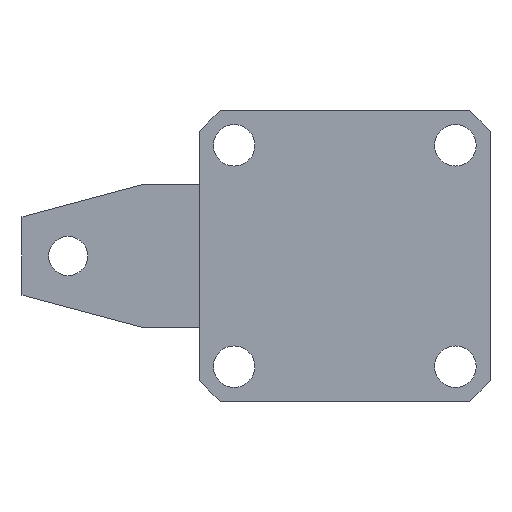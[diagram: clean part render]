
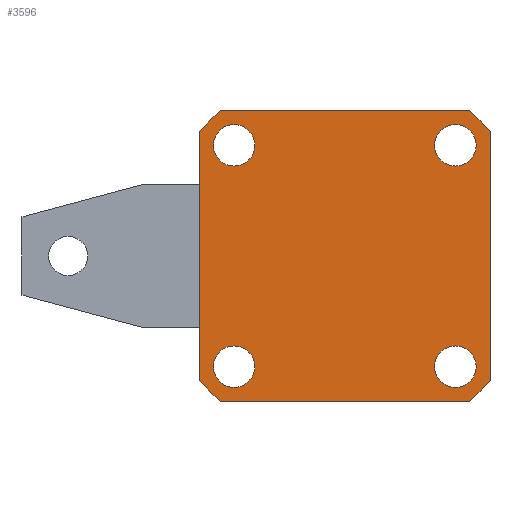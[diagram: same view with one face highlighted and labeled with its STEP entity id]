
A CAD part, front view. The second image highlights one B-rep face of the part: STEP entity #3596.
In plain terms, the highlighted planar face has unit normal (0, -1, 0).
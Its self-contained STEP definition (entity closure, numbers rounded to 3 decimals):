
#237 = DIRECTION ( 'NONE',  ( 0., -1., 0. ) ) ;
#239 = PLANE ( 'NONE',  #3408 ) ;
#241 = CARTESIAN_POINT ( 'NONE',  ( 0., 0., 0. ) ) ;
#243 = DIRECTION ( 'NONE',  ( 0., 0., -1. ) ) ;
#470 = CIRCLE ( 'NONE', #3270, 41.5 ) ;
#471 = CIRCLE ( 'NONE', #3269, 41.5 ) ;
#473 = CIRCLE ( 'NONE', #3267, 41.5 ) ;
#474 = CIRCLE ( 'NONE', #3266, 4.5 ) ;
#475 = CIRCLE ( 'NONE', #3265, 4.5 ) ;
#476 = CIRCLE ( 'NONE', #3264, 4.5 ) ;
#478 = CIRCLE ( 'NONE', #3268, 41.5 ) ;
#479 = VECTOR ( 'NONE', #5151, 1000. ) ;
#480 = CIRCLE ( 'NONE', #3263, 4.5 ) ;
#482 = LINE ( 'NONE', #5150, #479 ) ;
#485 = VECTOR ( 'NONE', #5147, 1000. ) ;
#488 = LINE ( 'NONE', #5145, #485 ) ;
#491 = VECTOR ( 'NONE', #5140, 1000. ) ;
#493 = LINE ( 'NONE', #5133, #491 ) ;
#715 = EDGE_LOOP ( 'NONE', ( #855, #849, #828, #888, #889, #843, #808, #769 ) ) ;
#716 = EDGE_LOOP ( 'NONE', ( #848, #847 ) ) ;
#719 = EDGE_LOOP ( 'NONE', ( #846, #845 ) ) ;
#720 = EDGE_LOOP ( 'NONE', ( #829, #830 ) ) ;
#729 = EDGE_LOOP ( 'NONE', ( #831, #832 ) ) ;
#769 = ORIENTED_EDGE ( 'NONE', *, *, #2845, .T. ) ;
#808 = ORIENTED_EDGE ( 'NONE', *, *, #2836, .F. ) ;
#828 = ORIENTED_EDGE ( 'NONE', *, *, #2830, .F. ) ;
#829 = ORIENTED_EDGE ( 'NONE', *, *, #5531, .F. ) ;
#830 = ORIENTED_EDGE ( 'NONE', *, *, #2839, .F. ) ;
#831 = ORIENTED_EDGE ( 'NONE', *, *, #5527, .F. ) ;
#832 = ORIENTED_EDGE ( 'NONE', *, *, #2838, .F. ) ;
#843 = ORIENTED_EDGE ( 'NONE', *, *, #2844, .T. ) ;
#845 = ORIENTED_EDGE ( 'NONE', *, *, #2840, .F. ) ;
#846 = ORIENTED_EDGE ( 'NONE', *, *, #5535, .F. ) ;
#847 = ORIENTED_EDGE ( 'NONE', *, *, #2841, .F. ) ;
#848 = ORIENTED_EDGE ( 'NONE', *, *, #5539, .F. ) ;
#849 = ORIENTED_EDGE ( 'NONE', *, *, #2842, .T. ) ;
#855 = ORIENTED_EDGE ( 'NONE', *, *, #2833, .F. ) ;
#888 = ORIENTED_EDGE ( 'NONE', *, *, #2843, .T. ) ;
#889 = ORIENTED_EDGE ( 'NONE', *, *, #5561, .F. ) ;
#1205 = CIRCLE ( 'NONE', #3482, 4.5 ) ;
#1208 = CIRCLE ( 'NONE', #3480, 4.5 ) ;
#1244 = CIRCLE ( 'NONE', #3478, 4.5 ) ;
#1258 = FACE_BOUND ( 'NONE', #729, .T. ) ;
#1286 = LINE ( 'NONE', #2137, #1320 ) ;
#1316 = FACE_BOUND ( 'NONE', #720, .T. ) ;
#1320 = VECTOR ( 'NONE', #2139, 1000. ) ;
#1342 = FACE_OUTER_BOUND ( 'NONE', #715, .T. ) ;
#1356 = FACE_BOUND ( 'NONE', #719, .T. ) ;
#1407 = FACE_BOUND ( 'NONE', #716, .T. ) ;
#1430 = CIRCLE ( 'NONE', #3476, 4.5 ) ;
#1820 = CARTESIAN_POINT ( 'NONE',  ( 24., 0., -24. ) ) ;
#1821 = DIRECTION ( 'NONE',  ( 0., -1., 0. ) ) ;
#1822 = DIRECTION ( 'NONE',  ( 0., 0., -1. ) ) ;
#1823 = CARTESIAN_POINT ( 'NONE',  ( 24., 0., 24. ) ) ;
#1824 = DIRECTION ( 'NONE',  ( 0., -1., 0. ) ) ;
#1825 = DIRECTION ( 'NONE',  ( 0., 0., -1. ) ) ;
#1826 = CARTESIAN_POINT ( 'NONE',  ( -24., 0., 24. ) ) ;
#1827 = DIRECTION ( 'NONE',  ( 0., -1., 0. ) ) ;
#1828 = DIRECTION ( 'NONE',  ( 0., 0., -1. ) ) ;
#1829 = CARTESIAN_POINT ( 'NONE',  ( -24., 0., -24. ) ) ;
#1830 = DIRECTION ( 'NONE',  ( 0., -1., 0. ) ) ;
#1831 = DIRECTION ( 'NONE',  ( 0., 0., -1. ) ) ;
#1832 = CARTESIAN_POINT ( 'NONE',  ( 0., 0., 0. ) ) ;
#1833 = DIRECTION ( 'NONE',  ( 0., -1., 0. ) ) ;
#1834 = DIRECTION ( 'NONE',  ( 0., 0., -1. ) ) ;
#1835 = CARTESIAN_POINT ( 'NONE',  ( 0., 0., 0. ) ) ;
#1836 = DIRECTION ( 'NONE',  ( 0., -1., 0. ) ) ;
#1837 = DIRECTION ( 'NONE',  ( 0., 0., -1. ) ) ;
#1838 = CARTESIAN_POINT ( 'NONE',  ( 0., 0., 0. ) ) ;
#1839 = DIRECTION ( 'NONE',  ( 0., -1., 0. ) ) ;
#1840 = DIRECTION ( 'NONE',  ( 0., 0., -1. ) ) ;
#1841 = CARTESIAN_POINT ( 'NONE',  ( 0., 0., 0. ) ) ;
#1842 = DIRECTION ( 'NONE',  ( 0., -1., 0. ) ) ;
#1843 = DIRECTION ( 'NONE',  ( 0., 0., -1. ) ) ;
#2137 = CARTESIAN_POINT ( 'NONE',  ( -31.5, 0., 31.5 ) ) ;
#2139 = DIRECTION ( 'NONE',  ( 1., 0., 0. ) ) ;
#2429 = VERTEX_POINT ( 'NONE', #5043 ) ;
#2439 = VERTEX_POINT ( 'NONE', #5059 ) ;
#2479 = VERTEX_POINT ( 'NONE', #5099 ) ;
#2492 = VERTEX_POINT ( 'NONE', #5112 ) ;
#2495 = VERTEX_POINT ( 'NONE', #5115 ) ;
#2830 = EDGE_CURVE ( 'NONE', #4354, #4346, #493, .T. ) ;
#2833 = EDGE_CURVE ( 'NONE', #4353, #4344, #488, .T. ) ;
#2836 = EDGE_CURVE ( 'NONE', #4348, #4342, #482, .T. ) ;
#2838 = EDGE_CURVE ( 'NONE', #2479, #2492, #480, .T. ) ;
#2839 = EDGE_CURVE ( 'NONE', #2439, #2495, #476, .T. ) ;
#2840 = EDGE_CURVE ( 'NONE', #2429, #4406, #475, .T. ) ;
#2841 = EDGE_CURVE ( 'NONE', #4402, #4403, #474, .T. ) ;
#2842 = EDGE_CURVE ( 'NONE', #4353, #4346, #473, .T. ) ;
#2843 = EDGE_CURVE ( 'NONE', #4354, #4378, #478, .T. ) ;
#2844 = EDGE_CURVE ( 'NONE', #4383, #4342, #471, .T. ) ;
#2845 = EDGE_CURVE ( 'NONE', #4348, #4344, #470, .T. ) ;
#3263 = AXIS2_PLACEMENT_3D ( 'NONE', #1820, #1821, #1822 ) ;
#3264 = AXIS2_PLACEMENT_3D ( 'NONE', #1823, #1824, #1825 ) ;
#3265 = AXIS2_PLACEMENT_3D ( 'NONE', #1826, #1827, #1828 ) ;
#3266 = AXIS2_PLACEMENT_3D ( 'NONE', #1829, #1830, #1831 ) ;
#3267 = AXIS2_PLACEMENT_3D ( 'NONE', #1832, #1833, #1834 ) ;
#3268 = AXIS2_PLACEMENT_3D ( 'NONE', #1835, #1836, #1837 ) ;
#3269 = AXIS2_PLACEMENT_3D ( 'NONE', #1838, #1839, #1840 ) ;
#3270 = AXIS2_PLACEMENT_3D ( 'NONE', #1841, #1842, #1843 ) ;
#3408 = AXIS2_PLACEMENT_3D ( 'NONE', #241, #237, #243 ) ;
#3476 = AXIS2_PLACEMENT_3D ( 'NONE', #5793, #5794, #5795 ) ;
#3478 = AXIS2_PLACEMENT_3D ( 'NONE', #5803, #5804, #5805 ) ;
#3480 = AXIS2_PLACEMENT_3D ( 'NONE', #5813, #5814, #5815 ) ;
#3482 = AXIS2_PLACEMENT_3D ( 'NONE', #5823, #5824, #5825 ) ;
#3596 = ADVANCED_FACE ( 'NONE', ( #1258, #1316, #1356, #1407, #1342 ), #239, .T. ) ;
#4342 = VERTEX_POINT ( 'NONE', #4768 ) ;
#4344 = VERTEX_POINT ( 'NONE', #4770 ) ;
#4346 = VERTEX_POINT ( 'NONE', #4772 ) ;
#4348 = VERTEX_POINT ( 'NONE', #4774 ) ;
#4353 = VERTEX_POINT ( 'NONE', #4779 ) ;
#4354 = VERTEX_POINT ( 'NONE', #4780 ) ;
#4378 = VERTEX_POINT ( 'NONE', #4804 ) ;
#4383 = VERTEX_POINT ( 'NONE', #4809 ) ;
#4402 = VERTEX_POINT ( 'NONE', #4828 ) ;
#4403 = VERTEX_POINT ( 'NONE', #4829 ) ;
#4406 = VERTEX_POINT ( 'NONE', #4832 ) ;
#4768 = CARTESIAN_POINT ( 'NONE',  ( -31.5, 0., 27.019 ) ) ;
#4770 = CARTESIAN_POINT ( 'NONE',  ( -27.019, 0., -31.5 ) ) ;
#4772 = CARTESIAN_POINT ( 'NONE',  ( 31.5, 0., -27.019 ) ) ;
#4774 = CARTESIAN_POINT ( 'NONE',  ( -31.5, 0., -27.019 ) ) ;
#4779 = CARTESIAN_POINT ( 'NONE',  ( 27.019, 0., -31.5 ) ) ;
#4780 = CARTESIAN_POINT ( 'NONE',  ( 31.5, 0., 27.019 ) ) ;
#4804 = CARTESIAN_POINT ( 'NONE',  ( 27.019, 0., 31.5 ) ) ;
#4809 = CARTESIAN_POINT ( 'NONE',  ( -27.019, 0., 31.5 ) ) ;
#4828 = CARTESIAN_POINT ( 'NONE',  ( -24., 0., -28.5 ) ) ;
#4829 = CARTESIAN_POINT ( 'NONE',  ( -24., 0., -19.5 ) ) ;
#4832 = CARTESIAN_POINT ( 'NONE',  ( -24., 0., 28.5 ) ) ;
#5043 = CARTESIAN_POINT ( 'NONE',  ( -24., 0., 19.5 ) ) ;
#5059 = CARTESIAN_POINT ( 'NONE',  ( 24., 0., 19.5 ) ) ;
#5099 = CARTESIAN_POINT ( 'NONE',  ( 24., 0., -28.5 ) ) ;
#5112 = CARTESIAN_POINT ( 'NONE',  ( 24., 0., -19.5 ) ) ;
#5115 = CARTESIAN_POINT ( 'NONE',  ( 24., 0., 28.5 ) ) ;
#5133 = CARTESIAN_POINT ( 'NONE',  ( 31.5, 0., 31.5 ) ) ;
#5140 = DIRECTION ( 'NONE',  ( 0., 0., -1. ) ) ;
#5145 = CARTESIAN_POINT ( 'NONE',  ( -31.5, 0., -31.5 ) ) ;
#5147 = DIRECTION ( 'NONE',  ( -1., 0., 0. ) ) ;
#5150 = CARTESIAN_POINT ( 'NONE',  ( -31.5, 0., 31.5 ) ) ;
#5151 = DIRECTION ( 'NONE',  ( 0., 0., 1. ) ) ;
#5527 = EDGE_CURVE ( 'NONE', #2492, #2479, #1430, .T. ) ;
#5531 = EDGE_CURVE ( 'NONE', #2495, #2439, #1244, .T. ) ;
#5535 = EDGE_CURVE ( 'NONE', #4406, #2429, #1208, .T. ) ;
#5539 = EDGE_CURVE ( 'NONE', #4403, #4402, #1205, .T. ) ;
#5561 = EDGE_CURVE ( 'NONE', #4383, #4378, #1286, .T. ) ;
#5793 = CARTESIAN_POINT ( 'NONE',  ( 24., 0., -24. ) ) ;
#5794 = DIRECTION ( 'NONE',  ( 0., -1., 0. ) ) ;
#5795 = DIRECTION ( 'NONE',  ( 0., 0., -1. ) ) ;
#5803 = CARTESIAN_POINT ( 'NONE',  ( 24., 0., 24. ) ) ;
#5804 = DIRECTION ( 'NONE',  ( 0., -1., 0. ) ) ;
#5805 = DIRECTION ( 'NONE',  ( 0., 0., -1. ) ) ;
#5813 = CARTESIAN_POINT ( 'NONE',  ( -24., 0., 24. ) ) ;
#5814 = DIRECTION ( 'NONE',  ( 0., -1., 0. ) ) ;
#5815 = DIRECTION ( 'NONE',  ( 0., 0., -1. ) ) ;
#5823 = CARTESIAN_POINT ( 'NONE',  ( -24., 0., -24. ) ) ;
#5824 = DIRECTION ( 'NONE',  ( 0., -1., 0. ) ) ;
#5825 = DIRECTION ( 'NONE',  ( 0., 0., -1. ) ) ;
